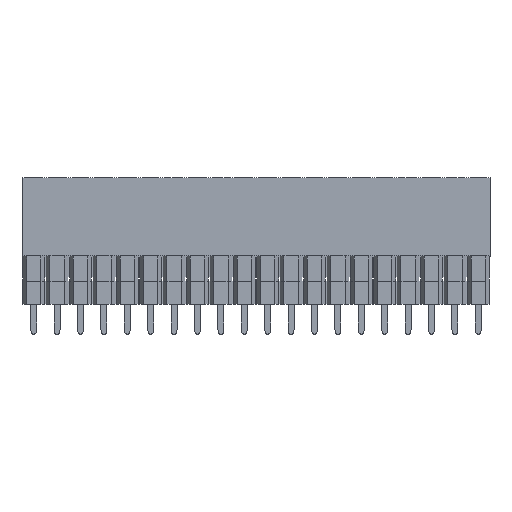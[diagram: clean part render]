
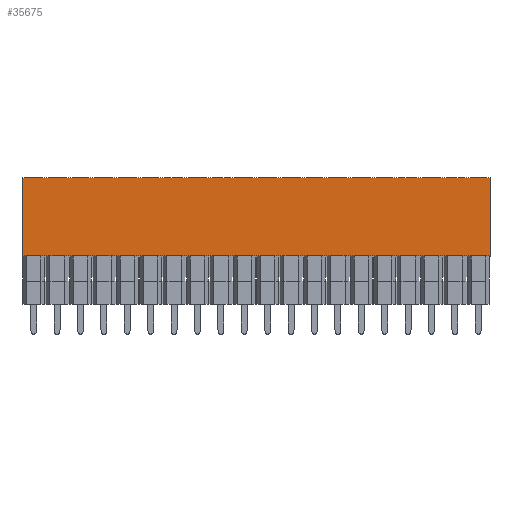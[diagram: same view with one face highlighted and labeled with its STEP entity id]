
A CAD part, top view. The second image highlights one B-rep face of the part: STEP entity #35675.
In plain terms, the highlighted planar face has unit normal (0, 0, 1).
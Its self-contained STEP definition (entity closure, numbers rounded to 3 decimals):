
#1622 = PLANE ( 'NONE',  #23777 ) ;
#1754 = VECTOR ( 'NONE', #5793, 1000. ) ;
#2570 = DIRECTION ( 'NONE',  ( 0., -1., 0. ) ) ;
#2817 = CARTESIAN_POINT ( 'NONE',  ( 25.4, 13.75, 2.5 ) ) ;
#3112 = VECTOR ( 'NONE', #12619, 1000. ) ;
#3463 = CARTESIAN_POINT ( 'NONE',  ( -25.4, 13.75, 2.5 ) ) ;
#4011 = DIRECTION ( 'NONE',  ( 0., 0., -1. ) ) ;
#5024 = CARTESIAN_POINT ( 'NONE',  ( 25.4, 13.75, 2.5 ) ) ;
#5793 = DIRECTION ( 'NONE',  ( -1., 0., 0. ) ) ;
#6494 = EDGE_CURVE ( 'NONE', #35479, #15852, #37194, .T. ) ;
#9097 = ORIENTED_EDGE ( 'NONE', *, *, #6494, .F. ) ;
#10087 = EDGE_CURVE ( 'NONE', #35479, #22255, #27883, .T. ) ;
#10191 = DIRECTION ( 'NONE',  ( -1., 0., 0. ) ) ;
#11117 = VECTOR ( 'NONE', #2570, 1000. ) ;
#11823 = LINE ( 'NONE', #2817, #11117 ) ;
#12619 = DIRECTION ( 'NONE',  ( 0., -1., 0. ) ) ;
#13968 = ORIENTED_EDGE ( 'NONE', *, *, #10087, .T. ) ;
#14170 = CARTESIAN_POINT ( 'NONE',  ( -25.4, 13.75, 2.5 ) ) ;
#14472 = LINE ( 'NONE', #35615, #1754 ) ;
#14905 = ORIENTED_EDGE ( 'NONE', *, *, #15971, .F. ) ;
#15852 = VERTEX_POINT ( 'NONE', #5024 ) ;
#15971 = EDGE_CURVE ( 'NONE', #17601, #22255, #14472, .T. ) ;
#17068 = DIRECTION ( 'NONE',  ( 1., 0., 0. ) ) ;
#17601 = VERTEX_POINT ( 'NONE', #37677 ) ;
#19940 = EDGE_CURVE ( 'NONE', #15852, #17601, #11823, .T. ) ;
#22255 = VERTEX_POINT ( 'NONE', #26622 ) ;
#23777 = AXIS2_PLACEMENT_3D ( 'NONE', #36549, #4011, #10191 ) ;
#26622 = CARTESIAN_POINT ( 'NONE',  ( -25.4, 5.25, 2.5 ) ) ;
#27883 = LINE ( 'NONE', #3463, #3112 ) ;
#29117 = CARTESIAN_POINT ( 'NONE',  ( -25.4, 13.75, 2.5 ) ) ;
#29990 = ORIENTED_EDGE ( 'NONE', *, *, #19940, .F. ) ;
#33098 = EDGE_LOOP ( 'NONE', ( #13968, #14905, #29990, #9097 ) ) ;
#35479 = VERTEX_POINT ( 'NONE', #29117 ) ;
#35615 = CARTESIAN_POINT ( 'NONE',  ( -22.365, 5.25, 2.5 ) ) ;
#35675 = ADVANCED_FACE ( 'NONE', ( #36759 ), #1622, .F. ) ;
#36549 = CARTESIAN_POINT ( 'NONE',  ( -25.4, 13.75, 2.5 ) ) ;
#36759 = FACE_OUTER_BOUND ( 'NONE', #33098, .T. ) ;
#36820 = VECTOR ( 'NONE', #17068, 1000. ) ;
#37194 = LINE ( 'NONE', #14170, #36820 ) ;
#37677 = CARTESIAN_POINT ( 'NONE',  ( 25.4, 5.25, 2.5 ) ) ;
